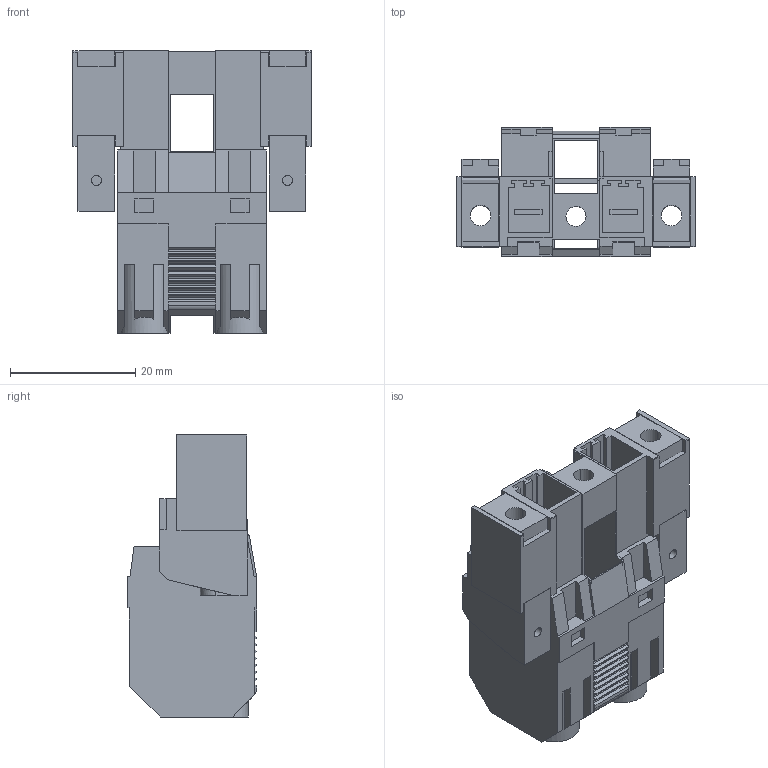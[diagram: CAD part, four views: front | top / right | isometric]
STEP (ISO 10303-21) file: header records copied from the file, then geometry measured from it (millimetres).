
FILE_DESCRIPTION(('CATIA V5 STEP Exchange','CAx-IF Rec.Pracs.--- Model Styling and Organization---1.4--- 2014-01-23'),'2;1');
FILE_NAME ('D1451930_1_1427220000_1427220000.stp','2022-11-10T09:13:25+00:00',('none'),('Weidmueller'),'CATIA Version 5-6 Release 2016 SP3 HF44','CATIA V5 STEP AP214','none');
FILE_SCHEMA(('AUTOMOTIVE_DESIGN { 1 0 10303 214 1 1 1 1 }'));
Length unit declared in the file: millimetre
Products named in the file (1): 1427220000
Bounding box: 38.11 x 20.6 x 45.01 mm (x, y, z)
Volume: 12545.9 mm3; surface area: 12565 mm2
Topology: 6 solids, 6 shells, 516 faces, 1448 edges, 946 vertices
Faces by surface type: plane 446, cylinder 70
Entity records: 15625 total; most frequent: CARTESIAN_POINT 2980, ORIENTED_EDGE 2896, DIRECTION 2124, EDGE_CURVE 1448, VECTOR 1298, LINE 1298, VERTEX_POINT 946, EDGE_LOOP 546
